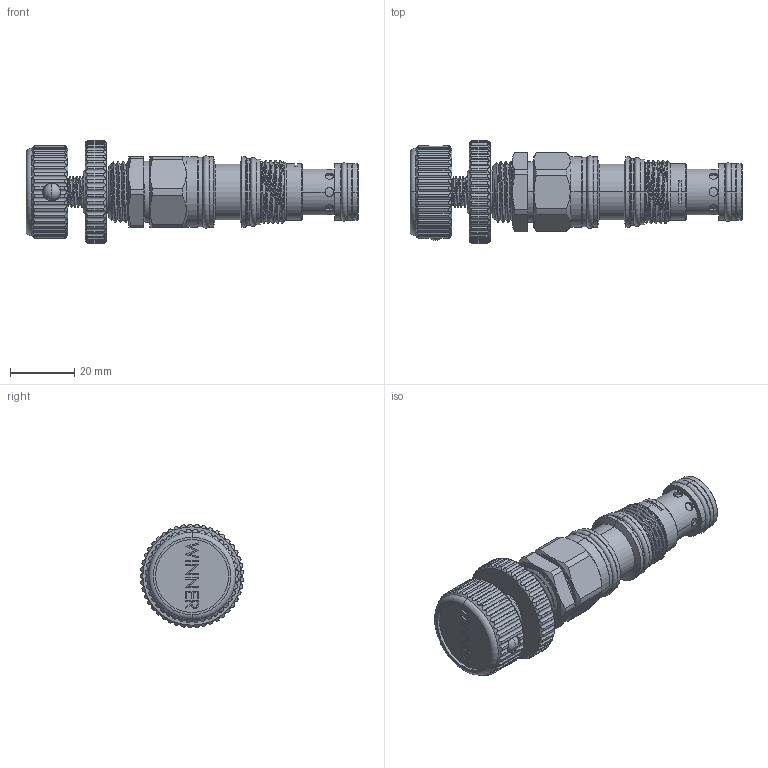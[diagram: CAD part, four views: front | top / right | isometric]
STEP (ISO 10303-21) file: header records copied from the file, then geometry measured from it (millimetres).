
FILE_DESCRIPTION (( 'STEP AP203' ), '1' );
FILE_NAME ('PB11A30(35)-KF.STEP', '2023-11-23T00:52:22', ( '' ), ( '' ), 'SwSTEP 2.0', 'SolidWorks 2018', '' );
FILE_SCHEMA (( 'CONFIG_CONTROL_DESIGN' ));
Products named in the file (1): PB11A30(35)-KF
Bounding box: 103.35 x 32.18 x 32.2 mm (x, y, z)
Volume: 35904.1 mm3; surface area: 12601 mm2
Topology: 1 solids, 7 shells, 680 faces, 1804 edges, 1169 vertices
Faces by surface type: cylinder 381, plane 167, cone 76, bspline 38, torus 16, sphere 2
Entity records: 42579 total; most frequent: CARTESIAN_POINT 26616, ORIENTED_EDGE 3580, DIRECTION 2996, EDGE_CURVE 1790, VERTEX_POINT 1169, AXIS2_PLACEMENT_3D 1144, EDGE_LOOP 725, LINE 708
